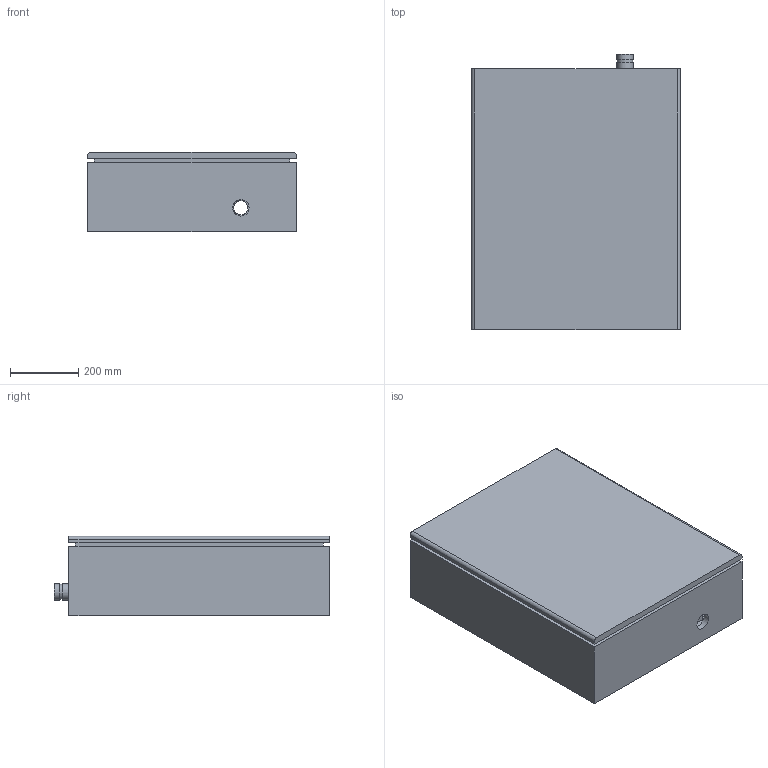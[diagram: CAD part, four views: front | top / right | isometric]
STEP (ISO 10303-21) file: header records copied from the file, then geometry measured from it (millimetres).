
FILE_DESCRIPTION(/* description */ (''),/* implementation_level */ '2;1');
FILE_NAME(/* name */ 'Victaulic-FP-Vortex Series 951 Fluid Panel_01.5 (40)_Active.stp',/* time_stamp */ '2020-09-01T20:11:02+06:00',/* author */ ('NPedneka'),/* organization */ (''),/* preprocessor_version */ 'ST-DEVELOPER v17.2',/* originating_system */ 'Autodesk Inventor 2019',/* authorisation */ '');
FILE_SCHEMA (('AUTOMOTIVE_DESIGN { 1 0 10303 214 3 1 1 }'));
Length unit declared in the file: inch
Products named in the file (1): 951-01.5 Active
Bounding box: 609.6 x 805.18 x 231.9 mm (x, y, z)
Volume: 31729463.3 mm3; surface area: 3204974 mm2
Topology: 3 solids, 3 shells, 54 faces, 135 edges, 91 vertices
Faces by surface type: plane 38, cylinder 16
Full cylindrical faces by diameter (mm): 7.938 x4, 22.352 x2, 40.894 x1, 45.06 x1, 48.26 x6
Entity records: 1699 total; most frequent: DIRECTION 288, CARTESIAN_POINT 281, ORIENTED_EDGE 270, EDGE_CURVE 135, AXIS2_PLACEMENT_3D 98, LINE 92, VECTOR 92, VERTEX_POINT 91
